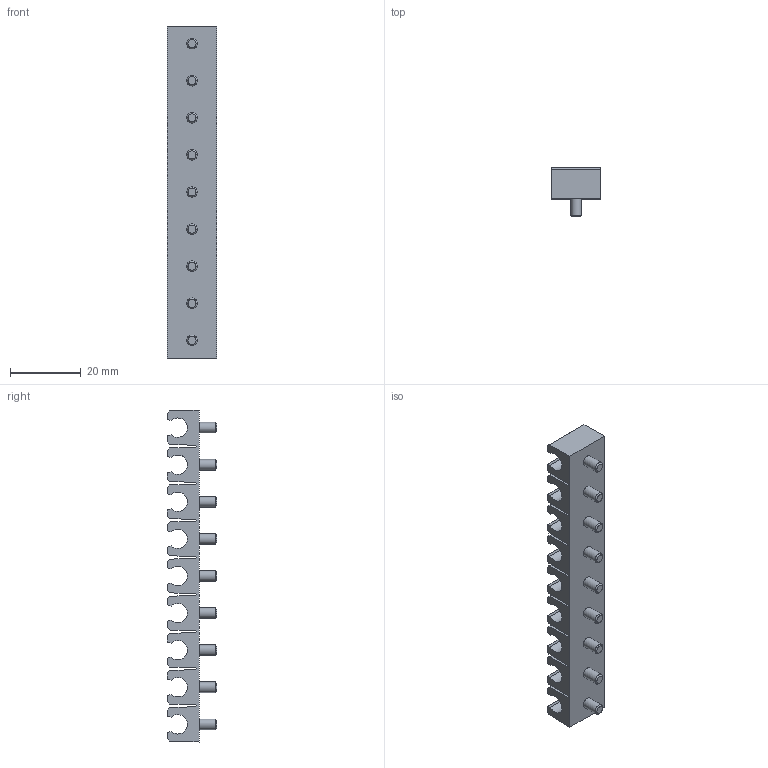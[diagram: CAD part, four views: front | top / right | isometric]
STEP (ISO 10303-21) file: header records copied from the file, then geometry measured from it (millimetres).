
FILE_DESCRIPTION(/* description */ ('STEP AP214'),/* implementation_level */ '2;1');
FILE_NAME(/* name */ '2147_KK-4',/* time_stamp */ '2024-08-23T14:30:55+02:00',/* author */ ('License CC BY-ND 4.0'),/* organization */ ('CADENAS'),/* preprocessor_version */ 'ST-DEVELOPER v19.3',/* originating_system */ 'PARTsolutions',/* authorisation */ ' ');
FILE_SCHEMA (('AUTOMOTIVE_DESIGN {1 0 10303 214 3 1 1}'));
Length unit declared in the file: millimetre
Products named in the file (1): 2147 KK-4
Bounding box: 14 x 14 x 94 mm (x, y, z)
Volume: 7935.4 mm3; surface area: 7528.4 mm2
Topology: 1 solids, 1 shells, 145 faces, 384 edges, 259 vertices
Faces by surface type: plane 109, cylinder 27, cone 9
Full cylindrical faces by diameter (mm): 3 x9, 5.5 x9
Entity records: 5305 total; most frequent: CARTESIAN_POINT 744, DIRECTION 712, ORIENTED_EDGE 696, EDGE_CURVE 348, LINE 276, VECTOR 276, VERTEX_POINT 250, AXIS2_PLACEMENT_3D 218
